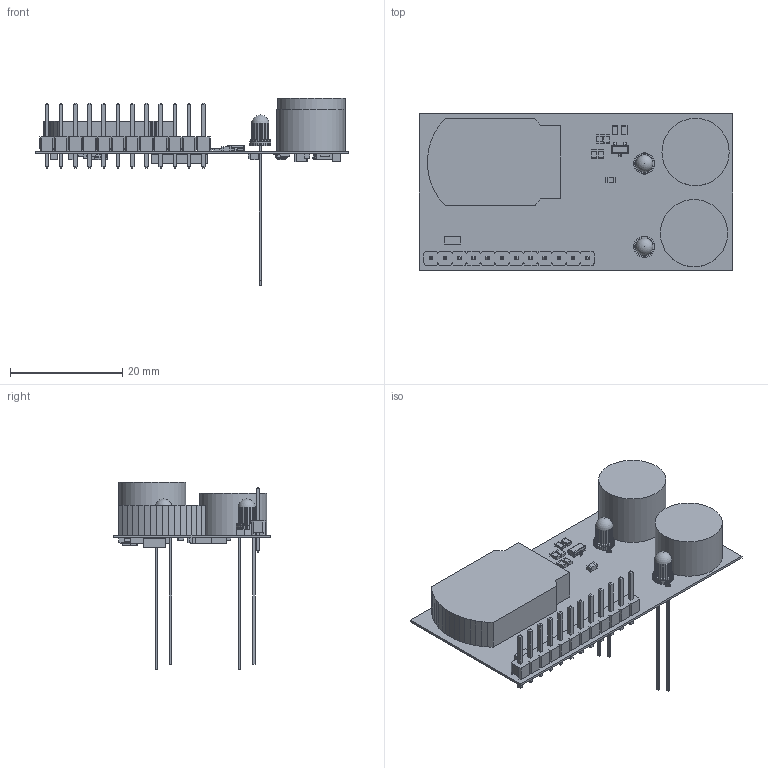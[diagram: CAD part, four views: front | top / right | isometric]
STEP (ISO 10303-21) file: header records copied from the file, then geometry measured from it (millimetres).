
FILE_DESCRIPTION(('Open CASCADE Model'),'2;1');
FILE_NAME('Open CASCADE Shape Model','2020-04-13T11:33:04',('Author'),( 'Open CASCADE'),'Open CASCADE STEP processor 6.8','Open CASCADE 6.8' ,'Unknown');
FILE_SCHEMA(('AUTOMOTIVE_DESIGN { 1 0 10303 214 1 1 1 1 }'));
Length unit declared in the file: millimetre
Products named in the file (106): PCB; Board; Open CASCADE STEP translator 6.8 5.1.1; C?; 5627221536; Extruded; 5627218176; U7; DBV0005AaksMF05A; BODY_MF05A; LEAD_MF05F; U6; U5; 9307763104; R44; 11310013056; Mid_Body; Terminal; Open_CASCADE_STEP_translator_6.8_3.2.1; Mark; R43; R42; 9307761504; 9307756384; R41; R38; 11310012816; R37; R33; R32; R14; R13; 11310013456; Q10; 9106119056; Q9; 7327011344; Q8; Q7; Q6 ...
Assembly tree (161 placements, depth 5):
  PCB
    Board
      Open CASCADE STEP translator 6.8 5.1.1
    C?
      5627221536  x2
        Extruded
      5627218176
        Extruded
    U7
      DBV0005AaksMF05A
        BODY_MF05A
        LEAD_MF05F  x5
    U6
      DBV0005AaksMF05A
        BODY_MF05A
        LEAD_MF05F  x5
    U5
      9307763104
        Extruded
    R44
      11310013056
        Mid_Body
        Terminal  x2
          Open_CASCADE_STEP_translator_6.8_3.2.1
        Mark
    R43
      11310013056
        Mid_Body
        Terminal  x2
          Open_CASCADE_STEP_translator_6.8_3.2.1
        Mark
    R42
      9307761504
        Extruded
      9307756384  x2
        Extruded
    R41
      9307761504
        Extruded
      9307756384  x2
        Extruded
    R38
      11310012816
        Mid_Body
        Terminal  x2
          Open_CASCADE_STEP_translator_6.8_3.2.1
        Mark
    R37
      11310012816
        Mid_Body
        Terminal  x2
          Open_CASCADE_STEP_translator_6.8_3.2.1
        Mark
    R33
      9307761504
        Extruded
      9307756384  x2
        Extruded
    R32
      9307761504
Bounding box: 55.88 x 27.94 x 33.5 mm (x, y, z)
Volume: 4910.3 mm3; surface area: 7124.1 mm2
Topology: 111 solids, 111 shells, 1551 faces, 3663 edges, 2314 vertices
Faces by surface type: plane 1319, cylinder 182, sphere 34, bspline 16
Full cylindrical faces by diameter (mm): 0.8 x4, 0.9 x4, 1.1 x12, 12 x2
Entity records: 23995 total; most frequent: CARTESIAN_POINT 4392, DIRECTION 3321, ORIENTED_EDGE 3290, EDGE_CURVE 1645, LINE 1481, VECTOR 1481, VERTEX_POINT 1063, AXIS2_PLACEMENT_3D 920
